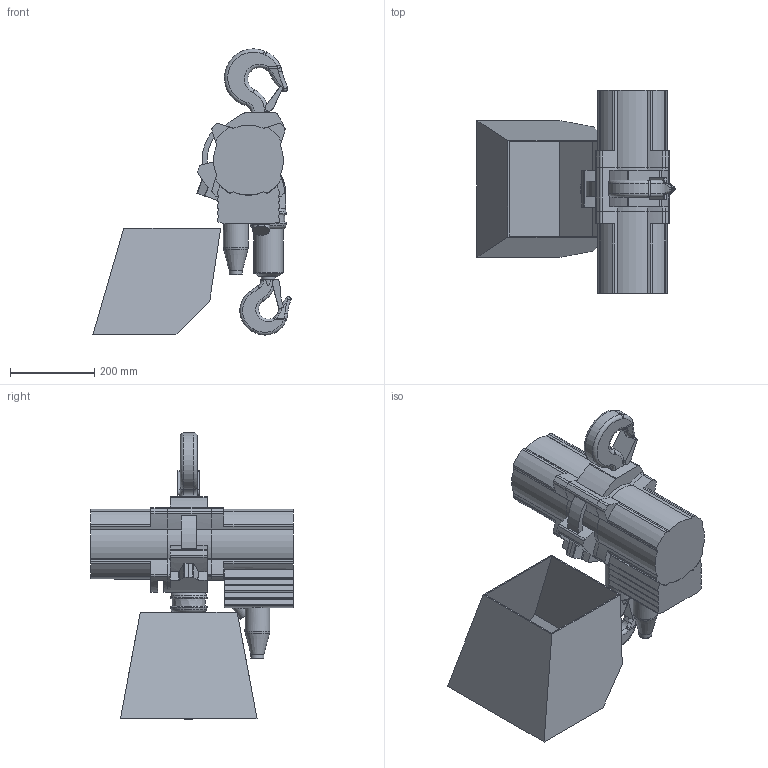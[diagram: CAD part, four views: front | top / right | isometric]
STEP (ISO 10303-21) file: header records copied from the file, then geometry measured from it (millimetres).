
FILE_DESCRIPTION(('STEP AP214'),'1');
FILE_NAME('PMH Profi Lufttelfer 3200_1 TI.stp','2013-06-26T16:12:16',(' '),(' '),'Spatial InterOp 3D',' ',' ');
FILE_SCHEMA(('automotive_design'));
Length unit declared in the file: millimetre
Products named in the file (12): PMH Profi Lufttelfer 3200_1 TI; Kettenkasten Typ 10; Geraet Profi   3 TI LUFT; Lasthaken   8T; Getriebe TI 131; Mittelteil Profi   6 TI; Lasthuelse 3T TI mit Haken; Lasthaken   4T; Lasthuelse 3T TI; Motor BI LUFT; Steuerventil BI Luft; Motor NM3BI
Assembly tree (11 placements, depth 4):
  PMH Profi Lufttelfer 3200_1 TI
    Kettenkasten Typ 10
    Geraet Profi   3 TI LUFT
      Lasthaken   8T
      Getriebe TI 131
      Mittelteil Profi   6 TI
      Lasthuelse 3T TI mit Haken
        Lasthaken   4T
        Lasthuelse 3T TI
      Motor BI LUFT
        Steuerventil BI Luft
        Motor NM3BI
Bounding box: 469.99 x 481.5 x 679.1 mm (x, y, z)
Volume: 17206097.2 mm3; surface area: 1427643.2 mm2
Topology: 8 solids, 8 shells, 459 faces, 1245 edges, 799 vertices
Faces by surface type: cylinder 255, plane 125, bspline 42, torus 31, cone 6
Full cylindrical faces by diameter (mm): 31 x1, 32.6 x1, 35.6 x1, 59 x1, 70 x1
Entity records: 24063 total; most frequent: CARTESIAN_POINT 8437, DIRECTION 2617, ORIENTED_EDGE 2442, EDGE_CURVE 1221, AXIS2_PLACEMENT_3D 1058, VERTEX_POINT 797, CIRCLE 579, LINE 501
